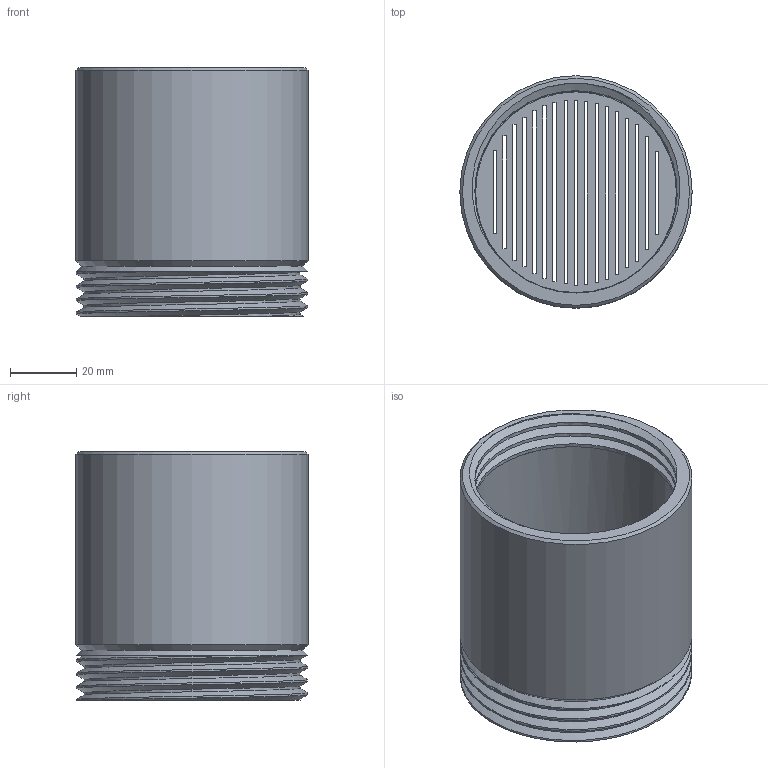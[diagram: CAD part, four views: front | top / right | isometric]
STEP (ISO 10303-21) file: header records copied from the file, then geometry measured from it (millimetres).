
FILE_DESCRIPTION(/* description */ (''),/* implementation_level */ '2;1');
FILE_NAME(/* name */ 'FireNose-Dose.step',/* time_stamp */ '2025-11-08T18:17:53+01:00',/* author */ (''),/* organization */ (''),/* preprocessor_version */ 'ST-DEVELOPER v20.1',/* originating_system */ 'Autodesk Translation Framework v14.21.0.0',/* authorisation */ '');
FILE_SCHEMA (('AUTOMOTIVE_DESIGN { 1 0 10303 214 3 1 1 }'));
Length unit declared in the file: millimetre
Products named in the file (1): WS-Tiny-Dose
Bounding box: 70 x 70 x 75 mm (x, y, z)
Volume: 56720.4 mm3; surface area: 45145.7 mm2
Topology: 1 solids, 1 shells, 102 faces, 289 edges, 191 vertices
Faces by surface type: plane 75, cylinder 20, bspline 4, cone 3
Full cylindrical faces by diameter (mm): 60.5 x1, 60.97 x2, 64 x1, 65.126 x2, 65.446 x2, 69.703 x3, 70 x1
Entity records: 5968 total; most frequent: CARTESIAN_POINT 3295, ORIENTED_EDGE 578, DIRECTION 465, EDGE_CURVE 289, LINE 223, VECTOR 223, VERTEX_POINT 191, EDGE_LOOP 138
